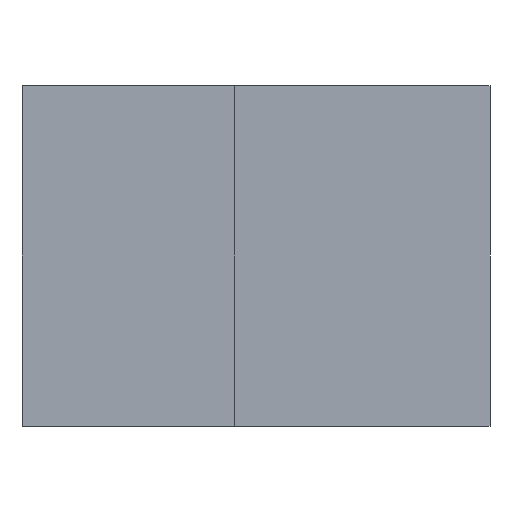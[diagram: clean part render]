
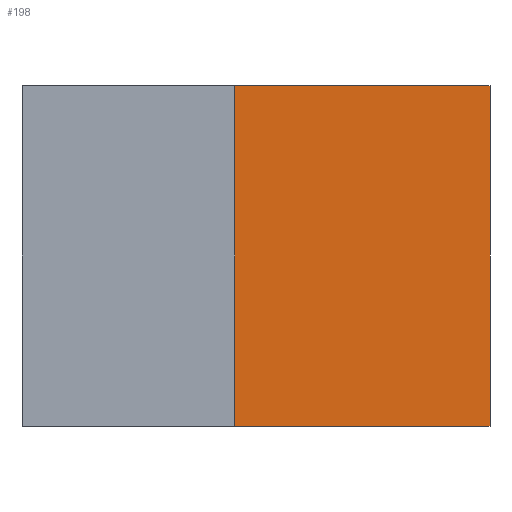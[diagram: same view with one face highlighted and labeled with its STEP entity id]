
A CAD part, left-side view. The second image highlights one B-rep face of the part: STEP entity #198.
In plain terms, the highlighted planar face has unit normal (-1, 0, 0).
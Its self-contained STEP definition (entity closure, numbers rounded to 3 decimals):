
#8 = ORIENTED_EDGE ( 'NONE', *, *, #356, .F. ) ;
#39 = EDGE_CURVE ( 'NONE', #48, #137, #332, .T. ) ;
#48 = VERTEX_POINT ( 'NONE', #92 ) ;
#71 = DIRECTION ( 'NONE',  ( 1., 0., 0. ) ) ;
#75 = VECTOR ( 'NONE', #401, 1000. ) ;
#81 = CARTESIAN_POINT ( 'NONE',  ( 11., -6., 8. ) ) ;
#92 = CARTESIAN_POINT ( 'NONE',  ( 11., 0., 8. ) ) ;
#99 = LINE ( 'NONE', #81, #290 ) ;
#112 = VECTOR ( 'NONE', #322, 1000. ) ;
#131 = EDGE_CURVE ( 'NONE', #190, #376, #407, .T. ) ;
#137 = VERTEX_POINT ( 'NONE', #419 ) ;
#138 = CARTESIAN_POINT ( 'NONE',  ( 11., 0., 8. ) ) ;
#139 = CARTESIAN_POINT ( 'NONE',  ( 11., 0., 8. ) ) ;
#156 = DIRECTION ( 'NONE',  ( 0., 0., -1. ) ) ;
#163 = DIRECTION ( 'NONE',  ( 0., -1., 0. ) ) ;
#165 = CARTESIAN_POINT ( 'NONE',  ( 11., 0., 0. ) ) ;
#190 = VERTEX_POINT ( 'NONE', #165 ) ;
#198 = ADVANCED_FACE ( 'NONE', ( #232 ), #505, .F. ) ;
#211 = CARTESIAN_POINT ( 'NONE',  ( 11., -6., 0. ) ) ;
#224 = ORIENTED_EDGE ( 'NONE', *, *, #445, .T. ) ;
#232 = FACE_OUTER_BOUND ( 'NONE', #258, .T. ) ;
#246 = DIRECTION ( 'NONE',  ( 0., 0., -1. ) ) ;
#258 = EDGE_LOOP ( 'NONE', ( #455, #8, #278, #224 ) ) ;
#278 = ORIENTED_EDGE ( 'NONE', *, *, #39, .F. ) ;
#279 = AXIS2_PLACEMENT_3D ( 'NONE', #501, #71, #156 ) ;
#290 = VECTOR ( 'NONE', #246, 1000. ) ;
#322 = DIRECTION ( 'NONE',  ( 0., -1., 0. ) ) ;
#332 = LINE ( 'NONE', #139, #112 ) ;
#346 = LINE ( 'NONE', #138, #75 ) ;
#356 = EDGE_CURVE ( 'NONE', #137, #376, #99, .T. ) ;
#375 = VECTOR ( 'NONE', #163, 1000. ) ;
#376 = VERTEX_POINT ( 'NONE', #211 ) ;
#388 = CARTESIAN_POINT ( 'NONE',  ( 11., 0., 0. ) ) ;
#401 = DIRECTION ( 'NONE',  ( 0., 0., -1. ) ) ;
#407 = LINE ( 'NONE', #388, #375 ) ;
#419 = CARTESIAN_POINT ( 'NONE',  ( 11., -6., 8. ) ) ;
#445 = EDGE_CURVE ( 'NONE', #48, #190, #346, .T. ) ;
#455 = ORIENTED_EDGE ( 'NONE', *, *, #131, .T. ) ;
#501 = CARTESIAN_POINT ( 'NONE',  ( 11., 0., 8. ) ) ;
#505 = PLANE ( 'NONE',  #279 ) ;
